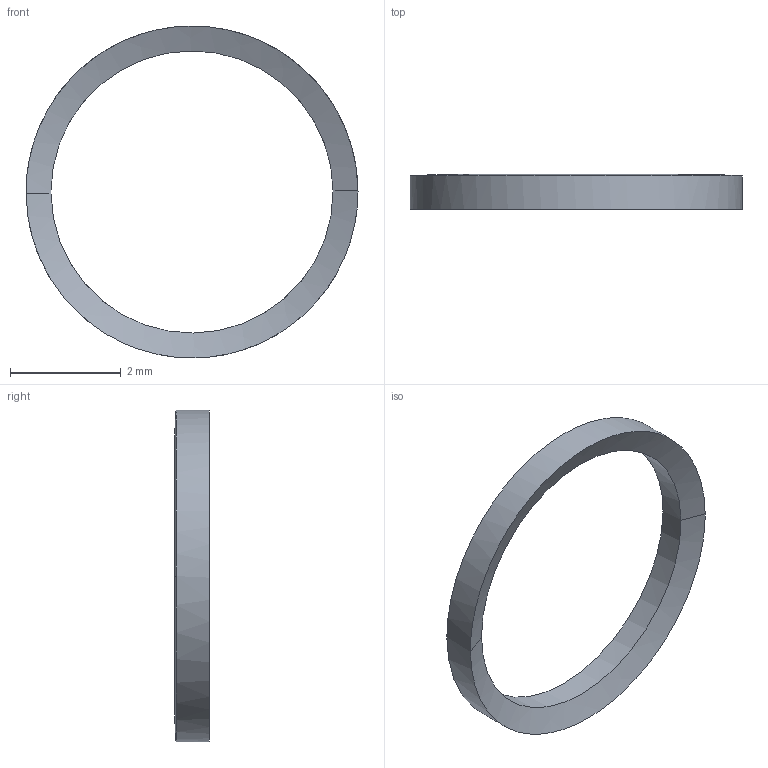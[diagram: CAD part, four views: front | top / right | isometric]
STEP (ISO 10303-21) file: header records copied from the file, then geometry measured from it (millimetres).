
FILE_DESCRIPTION(/* description */ ('STEP AP203'),/* implementation_level */ '2;1');
FILE_NAME(/* name */ 'microscope_spacer_mk1.stp',/* time_stamp */ '2022-12-14T11:20:30+01:00',/* author */ ('Rik Ubaghs'),/* organization */ (''),/* preprocessor_version */ 'ST-DEVELOPER v18.1',/* originating_system */ 'Autodesk Inventor 2021',/* authorisation */ '');
FILE_SCHEMA (('AUTOMOTIVE_DESIGN { 1 0 10303 214 3 1 1 }'));
Length unit declared in the file: millimetre
Products named in the file (1): microscope_spacer_mk1
Bounding box: 6 x 0.63 x 6 mm (x, y, z)
Volume: 4.2 mm3; surface area: 35 mm2
Topology: 1 solids, 1 shells, 6 faces, 18 edges, 12 vertices
Faces by surface type: bspline 4, cylinder 2
Full cylindrical faces by diameter (mm): 5.1 x1, 6 x1
Entity records: 576 total; most frequent: CARTESIAN_POINT 375, ORIENTED_EDGE 36, DIRECTION 24, EDGE_CURVE 18, VERTEX_POINT 12, AXIS2_PLACEMENT_3D 11, CIRCLE 8, B_SPLINE_CURVE_WITH_KNOTS 8
